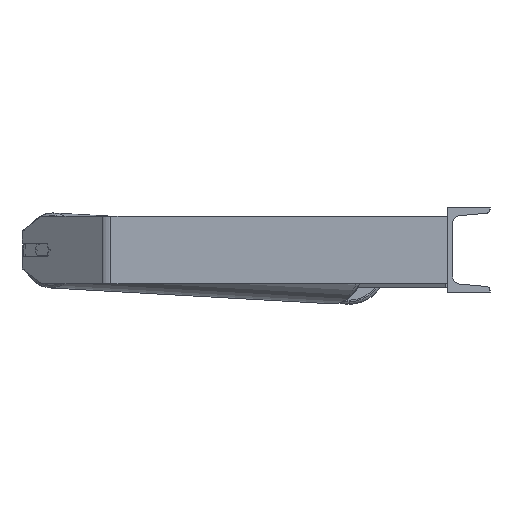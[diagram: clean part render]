
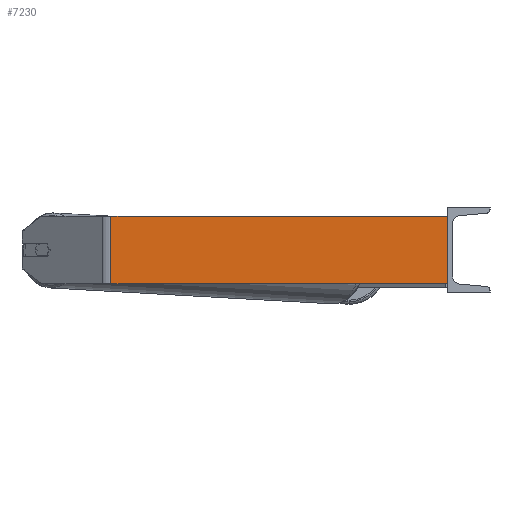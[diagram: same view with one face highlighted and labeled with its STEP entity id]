
A CAD part, left-side view. The second image highlights one B-rep face of the part: STEP entity #7230.
In plain terms, the highlighted planar face has unit normal (-1, 0, 0).
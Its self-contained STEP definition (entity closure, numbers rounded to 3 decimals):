
#43 = ORIENTED_EDGE ( 'NONE', *, *, #7303, .T. ) ;
#237 = CARTESIAN_POINT ( 'NONE',  ( -785., 0., -40. ) ) ;
#260 = CARTESIAN_POINT ( 'NONE',  ( -785., 404.753, 40. ) ) ;
#762 = EDGE_CURVE ( 'NONE', #5303, #869, #5759, .T. ) ;
#869 = VERTEX_POINT ( 'NONE', #1217 ) ;
#1217 = CARTESIAN_POINT ( 'NONE',  ( -785., 0., 40. ) ) ;
#1333 = ORIENTED_EDGE ( 'NONE', *, *, #5265, .F. ) ;
#2148 = VECTOR ( 'NONE', #7976, 1000. ) ;
#2273 = CARTESIAN_POINT ( 'NONE',  ( -785., 398.93, 40. ) ) ;
#2296 = EDGE_LOOP ( 'NONE', ( #43, #1333, #5896, #5408 ) ) ;
#2340 = VECTOR ( 'NONE', #7058, 1000. ) ;
#2392 = VECTOR ( 'NONE', #3696, 1000. ) ;
#2421 = FACE_OUTER_BOUND ( 'NONE', #2296, .T. ) ;
#2513 = DIRECTION ( 'NONE',  ( 1., 0., 0. ) ) ;
#2555 = CARTESIAN_POINT ( 'NONE',  ( -785., 398.93, 40. ) ) ;
#3260 = AXIS2_PLACEMENT_3D ( 'NONE', #5197, #2513, #7965 ) ;
#3696 = DIRECTION ( 'NONE',  ( 0., -1., 0. ) ) ;
#3866 = PLANE ( 'NONE',  #3260 ) ;
#5076 = DIRECTION ( 'NONE',  ( 0., -1., 0. ) ) ;
#5197 = CARTESIAN_POINT ( 'NONE',  ( -785., 404.753, 40. ) ) ;
#5211 = CARTESIAN_POINT ( 'NONE',  ( -785., 0., 40. ) ) ;
#5265 = EDGE_CURVE ( 'NONE', #869, #8279, #7208, .T. ) ;
#5303 = VERTEX_POINT ( 'NONE', #2555 ) ;
#5408 = ORIENTED_EDGE ( 'NONE', *, *, #8785, .T. ) ;
#5759 = LINE ( 'NONE', #260, #8717 ) ;
#5896 = ORIENTED_EDGE ( 'NONE', *, *, #762, .F. ) ;
#7058 = DIRECTION ( 'NONE',  ( 0., 0., -1. ) ) ;
#7090 = CARTESIAN_POINT ( 'NONE',  ( -785., 398.93, -40. ) ) ;
#7168 = CARTESIAN_POINT ( 'NONE',  ( -785., 404.753, -40. ) ) ;
#7208 = LINE ( 'NONE', #5211, #2148 ) ;
#7230 = ADVANCED_FACE ( 'NONE', ( #2421 ), #3866, .F. ) ;
#7303 = EDGE_CURVE ( 'NONE', #7570, #8279, #7853, .T. ) ;
#7570 = VERTEX_POINT ( 'NONE', #7090 ) ;
#7853 = LINE ( 'NONE', #7168, #2392 ) ;
#7965 = DIRECTION ( 'NONE',  ( 0., 1., 0. ) ) ;
#7976 = DIRECTION ( 'NONE',  ( 0., 0., -1. ) ) ;
#8279 = VERTEX_POINT ( 'NONE', #237 ) ;
#8503 = LINE ( 'NONE', #2273, #2340 ) ;
#8717 = VECTOR ( 'NONE', #5076, 1000. ) ;
#8785 = EDGE_CURVE ( 'NONE', #5303, #7570, #8503, .T. ) ;
